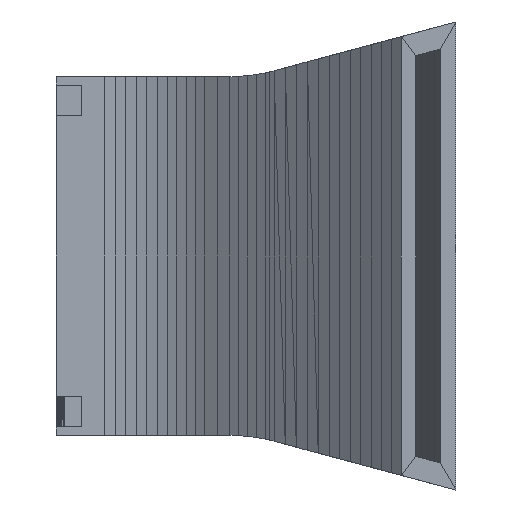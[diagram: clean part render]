
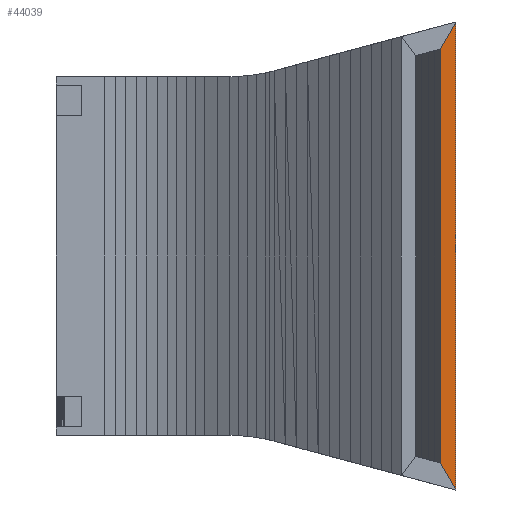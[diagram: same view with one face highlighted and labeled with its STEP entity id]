
A CAD part, left-side view. The second image highlights one B-rep face of the part: STEP entity #44039.
In plain terms, the highlighted planar face has unit normal (-0.639, -0.769, 0).
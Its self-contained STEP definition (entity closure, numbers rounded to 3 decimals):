
#6157 = VERTEX_POINT('',#6158);
#6158 = CARTESIAN_POINT('',(-9.256,-16.527,
    -12.097));
#6231 = PLANE('',#6232);
#6232 = AXIS2_PLACEMENT_3D('',#6233,#6234,#6235);
#6233 = CARTESIAN_POINT('',(-10.024,-15.89,
    -12.768));
#6234 = DIRECTION('',(-0.639,-0.769,
    0.));
#6235 = DIRECTION('',(-0.769,0.639,0.)
  );
#6431 = PLANE('',#6432);
#6432 = AXIS2_PLACEMENT_3D('',#6433,#6434,#6435);
#6433 = CARTESIAN_POINT('',(-8.859,-16.356,0.));
#6434 = DIRECTION('',(-0.395,0.919,0.));
#6435 = DIRECTION('',(0.919,0.395,0.));
#6581 = VERTEX_POINT('',#6582);
#6582 = CARTESIAN_POINT('',(-9.256,-16.527,
    12.097));
#6620 = PLANE('',#6621);
#6621 = AXIS2_PLACEMENT_3D('',#6622,#6623,#6624);
#6622 = CARTESIAN_POINT('',(-10.024,-15.89,
    12.768));
#6623 = DIRECTION('',(-0.639,-0.769,0.
    ));
#6624 = DIRECTION('',(-0.769,0.639,0.)
  );
#7099 = VERTEX_POINT('',#7100);
#7100 = CARTESIAN_POINT('',(-8.133,-17.46,
    -13.693));
#7126 = EDGE_CURVE('',#7099,#6157,#7127,.T.);
#7127 = SURFACE_CURVE('',#7128,(#7132,#7139),.PCURVE_S1.);
#7128 = LINE('',#7129,#7130);
#7129 = CARTESIAN_POINT('',(-8.133,-17.46,
    -13.693));
#7130 = VECTOR('',#7131,1.);
#7131 = DIRECTION('',(-0.519,0.431,0.738));
#7132 = PCURVE('',#6231,#7133);
#7133 = DEFINITIONAL_REPRESENTATION('',(#7134),#7138);
#7134 = LINE('',#7135,#7136);
#7135 = CARTESIAN_POINT('',(-2.458,0.925));
#7136 = VECTOR('',#7137,1.);
#7137 = DIRECTION('',(0.675,-0.738));
#7138 = ( GEOMETRIC_REPRESENTATION_CONTEXT(2) 
PARAMETRIC_REPRESENTATION_CONTEXT() REPRESENTATION_CONTEXT('2D SPACE',''
  ) );
#7139 = PCURVE('',#7140,#7145);
#7140 = PLANE('',#7141);
#7141 = AXIS2_PLACEMENT_3D('',#7142,#7143,#7144);
#7142 = CARTESIAN_POINT('',(-8.663,-17.02,0.));
#7143 = DIRECTION('',(-0.639,-0.769,-0.));
#7144 = DIRECTION('',(-0.769,0.639,0.));
#7145 = DEFINITIONAL_REPRESENTATION('',(#7146),#7150);
#7146 = LINE('',#7147,#7148);
#7147 = CARTESIAN_POINT('',(-0.688,13.693));
#7148 = VECTOR('',#7149,1.);
#7149 = DIRECTION('',(0.675,-0.738));
#7150 = ( GEOMETRIC_REPRESENTATION_CONTEXT(2) 
PARAMETRIC_REPRESENTATION_CONTEXT() REPRESENTATION_CONTEXT('2D SPACE',''
  ) );
#8906 = PLANE('',#8907);
#8907 = AXIS2_PLACEMENT_3D('',#8908,#8909,#8910);
#8908 = CARTESIAN_POINT('',(-7.732,-17.284,0.));
#8909 = DIRECTION('',(0.402,-0.915,-0.));
#8910 = DIRECTION('',(-0.915,-0.402,0.));
#11221 = VERTEX_POINT('',#11222);
#11222 = CARTESIAN_POINT('',(-8.133,-17.46,
    13.693));
#43991 = EDGE_CURVE('',#6581,#11221,#43992,.T.);
#43992 = SURFACE_CURVE('',#43993,(#43997,#44004),.PCURVE_S1.);
#43993 = LINE('',#43994,#43995);
#43994 = CARTESIAN_POINT('',(-9.256,-16.527,
    12.097));
#43995 = VECTOR('',#43996,1.);
#43996 = DIRECTION('',(0.519,-0.431,0.738));
#43997 = PCURVE('',#6620,#43998);
#43998 = DEFINITIONAL_REPRESENTATION('',(#43999),#44003);
#43999 = LINE('',#44000,#44001);
#44000 = CARTESIAN_POINT('',(-0.997,0.671));
#44001 = VECTOR('',#44002,1.);
#44002 = DIRECTION('',(-0.675,-0.738));
#44003 = ( GEOMETRIC_REPRESENTATION_CONTEXT(2) 
PARAMETRIC_REPRESENTATION_CONTEXT() REPRESENTATION_CONTEXT('2D SPACE',''
  ) );
#44004 = PCURVE('',#7140,#44005);
#44005 = DEFINITIONAL_REPRESENTATION('',(#44006),#44010);
#44006 = LINE('',#44007,#44008);
#44007 = CARTESIAN_POINT('',(0.772,-12.097));
#44008 = VECTOR('',#44009,1.);
#44009 = DIRECTION('',(-0.675,-0.738));
#44010 = ( GEOMETRIC_REPRESENTATION_CONTEXT(2) 
PARAMETRIC_REPRESENTATION_CONTEXT() REPRESENTATION_CONTEXT('2D SPACE',''
  ) );
#44039 = ADVANCED_FACE('',(#44040),#7140,.T.);
#44040 = FACE_BOUND('',#44041,.T.);
#44041 = EDGE_LOOP('',(#44042,#44043,#44064,#44065));
#44042 = ORIENTED_EDGE('',*,*,#43991,.F.);
#44043 = ORIENTED_EDGE('',*,*,#44044,.T.);
#44044 = EDGE_CURVE('',#6581,#6157,#44045,.T.);
#44045 = SURFACE_CURVE('',#44046,(#44050,#44057),.PCURVE_S1.);
#44046 = LINE('',#44047,#44048);
#44047 = CARTESIAN_POINT('',(-9.256,-16.527,
    12.097));
#44048 = VECTOR('',#44049,1.);
#44049 = DIRECTION('',(0.,0.,-1.));
#44050 = PCURVE('',#7140,#44051);
#44051 = DEFINITIONAL_REPRESENTATION('',(#44052),#44056);
#44052 = LINE('',#44053,#44054);
#44053 = CARTESIAN_POINT('',(0.772,-12.097));
#44054 = VECTOR('',#44055,1.);
#44055 = DIRECTION('',(0.,1.));
#44056 = ( GEOMETRIC_REPRESENTATION_CONTEXT(2) 
PARAMETRIC_REPRESENTATION_CONTEXT() REPRESENTATION_CONTEXT('2D SPACE',''
  ) );
#44057 = PCURVE('',#6431,#44058);
#44058 = DEFINITIONAL_REPRESENTATION('',(#44059),#44063);
#44059 = LINE('',#44060,#44061);
#44060 = CARTESIAN_POINT('',(-0.433,-12.097));
#44061 = VECTOR('',#44062,1.);
#44062 = DIRECTION('',(0.,1.));
#44063 = ( GEOMETRIC_REPRESENTATION_CONTEXT(2) 
PARAMETRIC_REPRESENTATION_CONTEXT() REPRESENTATION_CONTEXT('2D SPACE',''
  ) );
#44064 = ORIENTED_EDGE('',*,*,#7126,.F.);
#44065 = ORIENTED_EDGE('',*,*,#44066,.T.);
#44066 = EDGE_CURVE('',#7099,#11221,#44067,.T.);
#44067 = SURFACE_CURVE('',#44068,(#44072,#44079),.PCURVE_S1.);
#44068 = LINE('',#44069,#44070);
#44069 = CARTESIAN_POINT('',(-8.133,-17.46,
    -13.693));
#44070 = VECTOR('',#44071,1.);
#44071 = DIRECTION('',(0.,0.,1.));
#44072 = PCURVE('',#7140,#44073);
#44073 = DEFINITIONAL_REPRESENTATION('',(#44074),#44078);
#44074 = LINE('',#44075,#44076);
#44075 = CARTESIAN_POINT('',(-0.688,13.693));
#44076 = VECTOR('',#44077,1.);
#44077 = DIRECTION('',(0.,-1.));
#44078 = ( GEOMETRIC_REPRESENTATION_CONTEXT(2) 
PARAMETRIC_REPRESENTATION_CONTEXT() REPRESENTATION_CONTEXT('2D SPACE',''
  ) );
#44079 = PCURVE('',#8906,#44080);
#44080 = DEFINITIONAL_REPRESENTATION('',(#44081),#44085);
#44081 = LINE('',#44082,#44083);
#44082 = CARTESIAN_POINT('',(0.438,13.693));
#44083 = VECTOR('',#44084,1.);
#44084 = DIRECTION('',(0.,-1.));
#44085 = ( GEOMETRIC_REPRESENTATION_CONTEXT(2) 
PARAMETRIC_REPRESENTATION_CONTEXT() REPRESENTATION_CONTEXT('2D SPACE',''
  ) );
